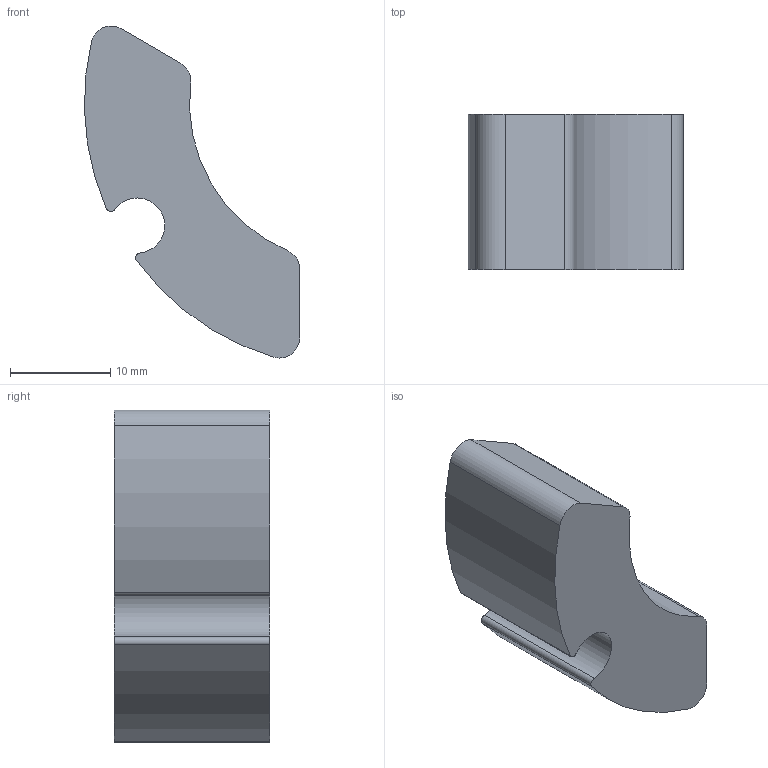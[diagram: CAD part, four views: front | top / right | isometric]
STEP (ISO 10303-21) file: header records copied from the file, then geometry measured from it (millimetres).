
FILE_DESCRIPTION (( 'STEP AP214' ), '1' );
FILE_NAME ('Hoverboard Motor Stator Clamp Spacer.STEP', '2025-04-06T20:36:48', ( '' ), ( '' ), 'SwSTEP 2.0', 'SolidWorks 2022', '' );
FILE_SCHEMA (( 'AUTOMOTIVE_DESIGN' ));
Length unit declared in the file: millimetre
Products named in the file (1): Hoverboard Motor Stator Clamp Spacer
Bounding box: 21.49 x 15.5 x 33.16 mm (x, y, z)
Volume: 5198.2 mm3; surface area: 2124.6 mm2
Topology: 1 solids, 1 shells, 17 faces, 45 edges, 30 vertices
Faces by surface type: cylinder 13, plane 4
Entity records: 579 total; most frequent: DIRECTION 107, CARTESIAN_POINT 93, ORIENTED_EDGE 90, EDGE_CURVE 45, AXIS2_PLACEMENT_3D 44, VERTEX_POINT 30, CIRCLE 26, VECTOR 19
